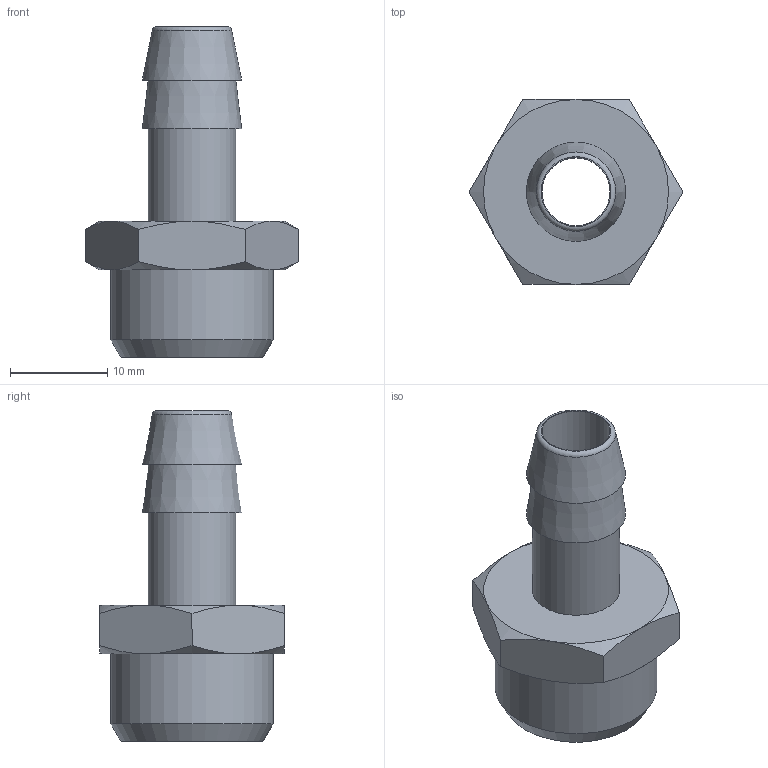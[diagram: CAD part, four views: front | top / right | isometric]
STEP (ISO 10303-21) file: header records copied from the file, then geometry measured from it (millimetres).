
FILE_DESCRIPTION(( 'RA.30.10.38.STP' ), '1');
FILE_NAME( 'RA.30.10.38.STP', '2018-11-09T15:47:21',( 'Sopra'),('sopra-pneumatic.com'), 'SwSTEP 2.0','SolidWorks 2009','' );
FILE_SCHEMA (('AUTOMOTIVE_DESIGN { 1 0 10303 214 1 1 1 1 }'));
Length unit declared in the file: millimetre
Products named in the file (2): Root; 30470
Assembly tree (1 placements, depth 2):
  Root
    30470
Bounding box: 21.94 x 19 x 34 mm (x, y, z)
Volume: 2880.5 mm3; surface area: 2723.1 mm2
Topology: 1 solids, 1 shells, 34 faces, 73 edges, 45 vertices
Faces by surface type: cone 17, plane 12, cylinder 4, torus 1
Full cylindrical faces by diameter (mm): 7 x1, 9 x1, 11 x1, 16.662 x1
Entity records: 1446 total; most frequent: DIRECTION 180, CARTESIAN_POINT 132, PRESENTATION_STYLE_ASSIGNMENT 115, COLOUR_RGB 115, DRAUGHTING_PRE_DEFINED_CURVE_FONT 114, CURVE_STYLE 114, OVER_RIDING_STYLED_ITEM 114, ORIENTED_EDGE 114
